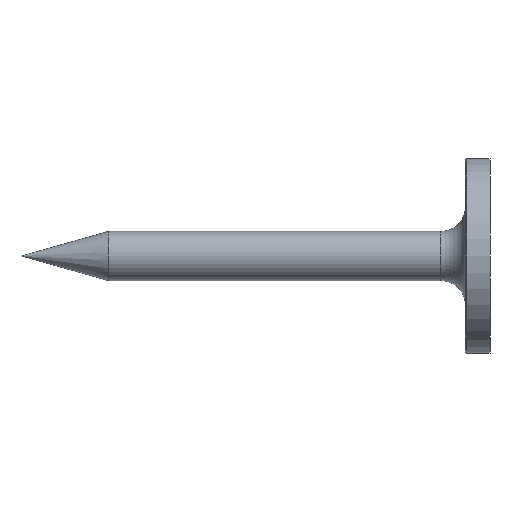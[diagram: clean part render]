
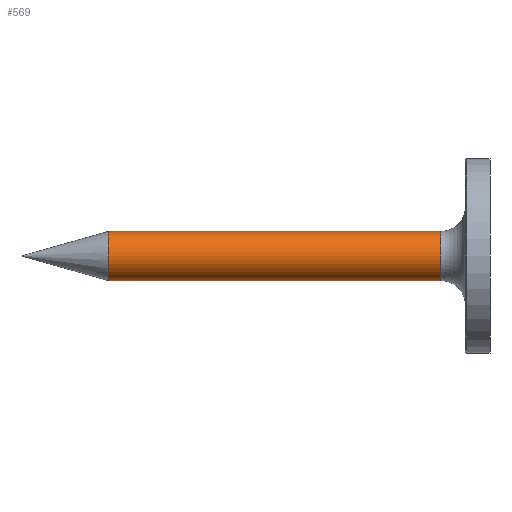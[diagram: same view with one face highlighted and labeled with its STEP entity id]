
A CAD part, left-side view. The second image highlights one B-rep face of the part: STEP entity #569.
In plain terms, the highlighted cylindrical face has radius 10 mm (diameter 20 mm), a partial arc.
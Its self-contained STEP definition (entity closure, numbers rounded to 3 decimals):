
#15 = EDGE_CURVE ( 'NONE', #1467, #1464, #1798, .T. ) ;
#40 = VERTEX_POINT ( 'NONE', #1488 ) ;
#55 = EDGE_LOOP ( 'NONE', ( #1449, #1178, #1181, #1272 ) ) ;
#167 = AXIS2_PLACEMENT_3D ( 'NONE', #1644, #1360, #1965 ) ;
#180 = CARTESIAN_POINT ( 'NONE',  ( 0., 20., 0. ) ) ;
#208 = EDGE_CURVE ( 'NONE', #427, #1464, #1137, .T. ) ;
#346 = VECTOR ( 'NONE', #971, 1000. ) ;
#423 = CARTESIAN_POINT ( 'NONE',  ( 0., 190., 10. ) ) ;
#427 = VERTEX_POINT ( 'NONE', #1677 ) ;
#470 = AXIS2_PLACEMENT_3D ( 'NONE', #497, #698, #662 ) ;
#497 = CARTESIAN_POINT ( 'NONE',  ( 0., 190., 0. ) ) ;
#515 = VECTOR ( 'NONE', #1638, 1000. ) ;
#569 = ADVANCED_FACE ( 'NONE', ( #856 ), #1460, .T. ) ;
#622 = LINE ( 'NONE', #1391, #346 ) ;
#662 = DIRECTION ( 'NONE',  ( 0., 0., -1. ) ) ;
#698 = DIRECTION ( 'NONE',  ( 0., -1., 0. ) ) ;
#754 = AXIS2_PLACEMENT_3D ( 'NONE', #180, #807, #1833 ) ;
#807 = DIRECTION ( 'NONE',  ( 0., 1., 0. ) ) ;
#839 = CARTESIAN_POINT ( 'NONE',  ( 0., 155., 10. ) ) ;
#856 = FACE_OUTER_BOUND ( 'NONE', #55, .T. ) ;
#910 = EDGE_CURVE ( 'NONE', #1467, #40, #1054, .T. ) ;
#971 = DIRECTION ( 'NONE',  ( 0., -1., 0. ) ) ;
#1054 = CIRCLE ( 'NONE', #167, 10. ) ;
#1137 = CIRCLE ( 'NONE', #754, 10. ) ;
#1178 = ORIENTED_EDGE ( 'NONE', *, *, #910, .T. ) ;
#1181 = ORIENTED_EDGE ( 'NONE', *, *, #1711, .T. ) ;
#1272 = ORIENTED_EDGE ( 'NONE', *, *, #208, .T. ) ;
#1360 = DIRECTION ( 'NONE',  ( 0., -1., 0. ) ) ;
#1391 = CARTESIAN_POINT ( 'NONE',  ( 0., 190., -10. ) ) ;
#1449 = ORIENTED_EDGE ( 'NONE', *, *, #15, .F. ) ;
#1460 = CYLINDRICAL_SURFACE ( 'NONE', #470, 10. ) ;
#1464 = VERTEX_POINT ( 'NONE', #1745 ) ;
#1467 = VERTEX_POINT ( 'NONE', #839 ) ;
#1488 = CARTESIAN_POINT ( 'NONE',  ( 0., 155., -10. ) ) ;
#1638 = DIRECTION ( 'NONE',  ( 0., -1., 0. ) ) ;
#1644 = CARTESIAN_POINT ( 'NONE',  ( 0., 155., 0. ) ) ;
#1677 = CARTESIAN_POINT ( 'NONE',  ( 0., 20., -10. ) ) ;
#1711 = EDGE_CURVE ( 'NONE', #40, #427, #622, .T. ) ;
#1745 = CARTESIAN_POINT ( 'NONE',  ( 0., 20., 10. ) ) ;
#1798 = LINE ( 'NONE', #423, #515 ) ;
#1833 = DIRECTION ( 'NONE',  ( 0., 0., 1. ) ) ;
#1965 = DIRECTION ( 'NONE',  ( 0., 0., 1. ) ) ;
